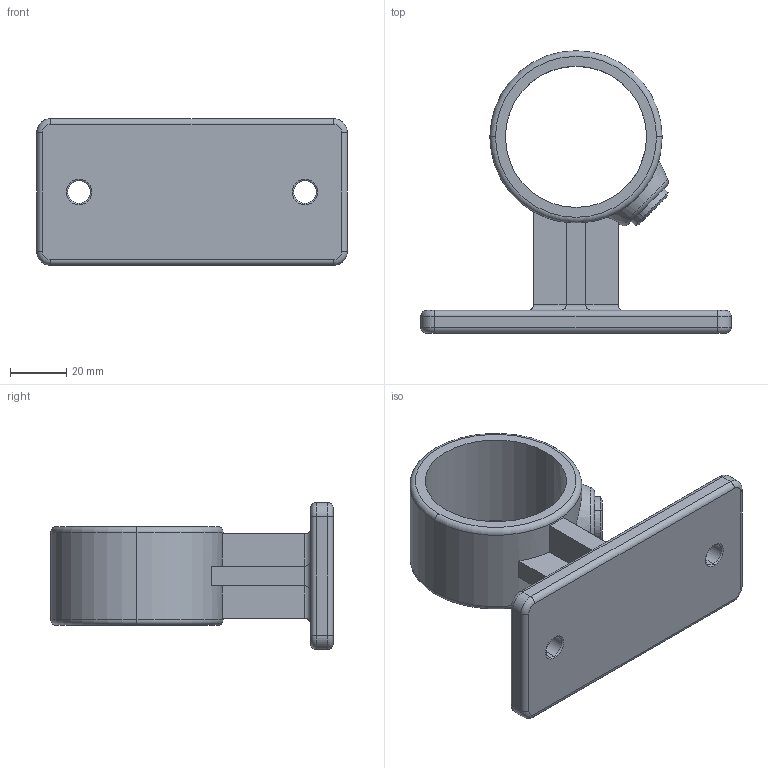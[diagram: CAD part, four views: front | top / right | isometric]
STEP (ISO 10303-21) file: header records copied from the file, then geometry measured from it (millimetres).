
FILE_DESCRIPTION (( 'STEP AP203' ), '1' );
FILE_NAME ('T14300.STEP', '2018-05-23T08:54:56', ( '' ), ( '' ), 'SwSTEP 2.0', 'SolidWorks 2016', '' );
FILE_SCHEMA (( 'CONFIG_CONTROL_DESIGN' ));
Length unit declared in the file: millimetre
Products named in the file (3): T14300; T19300
Assembly tree (2 placements, depth 2):
  T14300
    T14300
    T19300
Bounding box: 110 x 100 x 52 mm (x, y, z)
Volume: 91676.8 mm3; surface area: 31972.3 mm2
Topology: 2 solids, 2 shells, 97 faces, 227 edges, 136 vertices
Faces by surface type: cylinder 36, plane 29, torus 22, cone 10
Entity records: 3364 total; most frequent: CARTESIAN_POINT 839, DIRECTION 493, ORIENTED_EDGE 454, EDGE_CURVE 227, AXIS2_PLACEMENT_3D 200, VERTEX_POINT 136, EDGE_LOOP 109, CIRCLE 98
